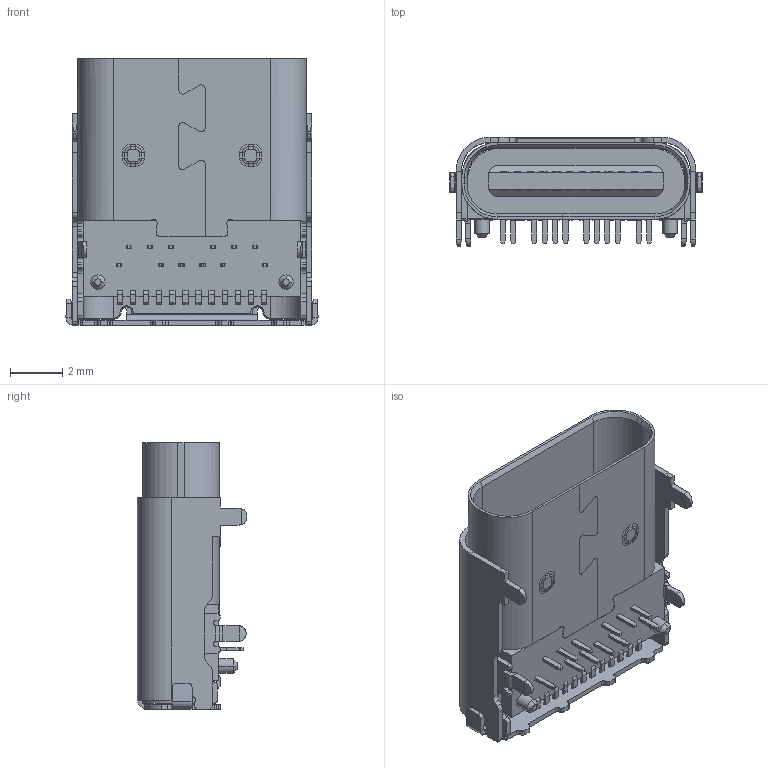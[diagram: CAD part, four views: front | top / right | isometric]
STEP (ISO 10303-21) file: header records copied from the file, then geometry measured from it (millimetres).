
FILE_DESCRIPTION(('STEP AP214'),'1');
FILE_NAME('10137061-00021lf.stp','2019-11-14T16:20:04',('TraceParts'),('TraceParts S.A.'),'Spatial InterOp 3D',' ',' ');
FILE_SCHEMA(('AUTOMOTIVE_DESIGN { 1 0 10303 214 1 1 1 1 }'));
Length unit declared in the file: millimetre
Products named in the file (1): 10137061C
Bounding box: 9.65 x 4.2 x 10.2 mm (x, y, z)
Volume: 147.4 mm3; surface area: 808.8 mm2
Topology: 2 solids, 2 shells, 965 faces, 2638 edges, 1686 vertices
Faces by surface type: plane 600, cylinder 309, cone 20, bspline 20, torus 16
Entity records: 30846 total; most frequent: CARTESIAN_POINT 6011, ORIENTED_EDGE 5276, DIRECTION 5147, EDGE_CURVE 2638, LINE 1895, VECTOR 1895, VERTEX_POINT 1686, AXIS2_PLACEMENT_3D 1626
